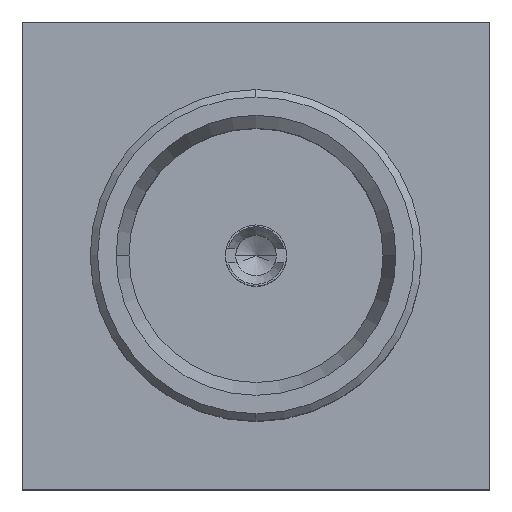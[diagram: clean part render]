
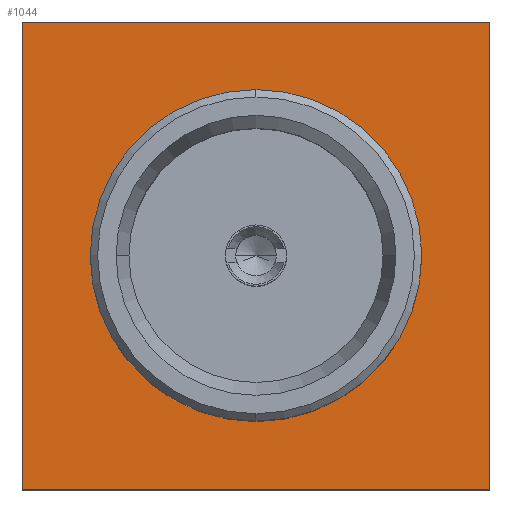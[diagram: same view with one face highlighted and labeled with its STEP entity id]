
A CAD part, top view. The second image highlights one B-rep face of the part: STEP entity #1044.
In plain terms, the highlighted planar face has unit normal (0, 0, 1).
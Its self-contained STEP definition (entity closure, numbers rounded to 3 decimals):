
#49=DIRECTION('',(0.,-1.,0.));
#50=VECTOR('',#49,6.35);
#51=CARTESIAN_POINT('',(-0.179,6.17,
-0.53));
#52=LINE('',#51,#50);
#127=DIRECTION('',(1.,0.,0.));
#128=VECTOR('',#127,6.35);
#129=CARTESIAN_POINT('',(-0.179,-0.18,
-0.53));
#130=LINE('',#129,#128);
#131=CARTESIAN_POINT('',(2.996,2.995,-0.53));
#132=DIRECTION('',(0.,0.,1.));
#133=DIRECTION('',(0.,1.,0.));
#134=AXIS2_PLACEMENT_3D('',#131,#132,#133);
#136=CARTESIAN_POINT('',(2.996,2.995,-0.53));
#137=DIRECTION('',(0.,0.,-1.));
#138=DIRECTION('',(0.,1.,0.));
#139=AXIS2_PLACEMENT_3D('',#136,#137,#138);
#145=DIRECTION('',(-1.,0.,0.));
#146=VECTOR('',#145,6.35);
#147=CARTESIAN_POINT('',(6.171,6.17,-0.53));
#148=LINE('',#147,#146);
#205=DIRECTION('',(0.,1.,0.));
#206=VECTOR('',#205,6.35);
#207=CARTESIAN_POINT('',(6.171,-0.18,
-0.53));
#208=LINE('',#207,#206);
#673=CARTESIAN_POINT('',(2.996,5.245,-0.53));
#674=CARTESIAN_POINT('',(2.996,0.745,
-0.53));
#675=VERTEX_POINT('',#673);
#676=VERTEX_POINT('',#674);
#677=CARTESIAN_POINT('',(-0.179,6.17,
-0.53));
#678=CARTESIAN_POINT('',(-0.179,-0.18,
-0.53));
#679=VERTEX_POINT('',#677);
#680=VERTEX_POINT('',#678);
#681=CARTESIAN_POINT('',(6.171,-0.18,
-0.53));
#682=VERTEX_POINT('',#681);
#683=CARTESIAN_POINT('',(6.171,6.17,-0.53));
#684=VERTEX_POINT('',#683);
#1025=CARTESIAN_POINT('',(2.996,2.995,
-0.53));
#1026=DIRECTION('',(0.,0.,1.));
#1027=DIRECTION('',(0.,1.,0.));
#1028=AXIS2_PLACEMENT_3D('',#1025,#1026,#1027);
#1029=PLANE('',#1028);
#1030=ORIENTED_EDGE('',*,*,#946,.F.);
#1032=ORIENTED_EDGE('',*,*,#1031,.F.);
#1034=ORIENTED_EDGE('',*,*,#1033,.F.);
#1035=ORIENTED_EDGE('',*,*,#1018,.F.);
#1036=EDGE_LOOP('',(#1030,#1032,#1034,#1035));
#1037=FACE_OUTER_BOUND('',#1036,.F.);
#1039=ORIENTED_EDGE('',*,*,#1038,.T.);
#1041=ORIENTED_EDGE('',*,*,#1040,.F.);
#1042=EDGE_LOOP('',(#1039,#1041));
#1043=FACE_BOUND('',#1042,.F.);
#1044=ADVANCED_FACE('',(#1037,#1043),#1029,.T.);
#135=CIRCLE('',#134,2.25);
#140=CIRCLE('',#139,2.25);
#946=EDGE_CURVE('',#679,#680,#52,.T.);
#1018=EDGE_CURVE('',#680,#682,#130,.T.);
#1031=EDGE_CURVE('',#684,#679,#148,.T.);
#1033=EDGE_CURVE('',#682,#684,#208,.T.);
#1038=EDGE_CURVE('',#675,#676,#135,.T.);
#1040=EDGE_CURVE('',#675,#676,#140,.T.);
